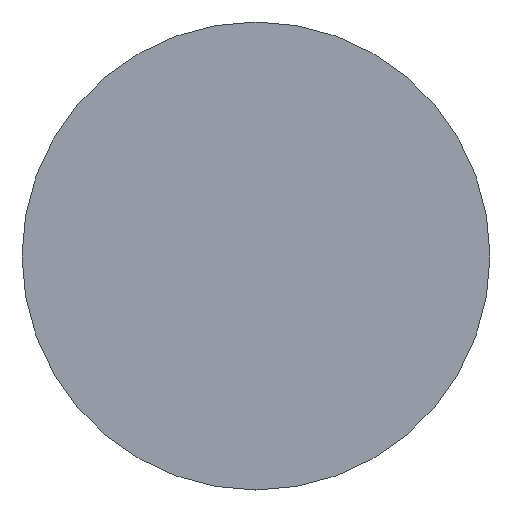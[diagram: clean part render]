
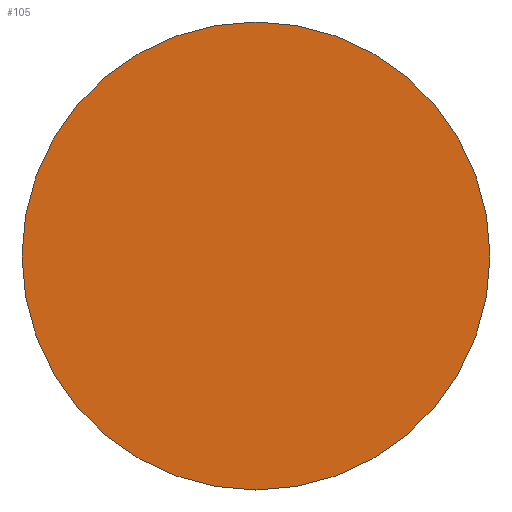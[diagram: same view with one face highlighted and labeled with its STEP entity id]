
A CAD part, front view. The second image highlights one B-rep face of the part: STEP entity #105.
In plain terms, the highlighted planar face has unit normal (0, -1, 0).
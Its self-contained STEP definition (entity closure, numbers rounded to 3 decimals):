
#24 = VERTEX_POINT('',#25);
#25 = CARTESIAN_POINT('',(4.,-330.,0.));
#32 = CYLINDRICAL_SURFACE('',#33,4.);
#33 = AXIS2_PLACEMENT_3D('',#34,#35,#36);
#34 = CARTESIAN_POINT('',(0.,0.,0.));
#35 = DIRECTION('',(0.,1.,0.));
#36 = DIRECTION('',(1.,0.,0.));
#49 = EDGE_CURVE('',#24,#24,#50,.T.);
#50 = SURFACE_CURVE('',#51,(#56,#62),.PCURVE_S1.);
#51 = CIRCLE('',#52,4.);
#52 = AXIS2_PLACEMENT_3D('',#53,#54,#55);
#53 = CARTESIAN_POINT('',(0.,-330.,0.));
#54 = DIRECTION('',(0.,-1.,0.));
#55 = DIRECTION('',(1.,0.,0.));
#56 = PCURVE('',#32,#57);
#57 = DEFINITIONAL_REPRESENTATION('',(#58),#61);
#58 = B_SPLINE_CURVE_WITH_KNOTS('',1,(#59,#60),.UNSPECIFIED.,.F.,.F.,(2,
    2),(0.,6.283),.PIECEWISE_BEZIER_KNOTS.);
#59 = CARTESIAN_POINT('',(0.,-330.));
#60 = CARTESIAN_POINT('',(-6.283,-330.));
#61 = ( GEOMETRIC_REPRESENTATION_CONTEXT(2) 
PARAMETRIC_REPRESENTATION_CONTEXT() REPRESENTATION_CONTEXT('2D SPACE',''
  ) );
#62 = PCURVE('',#63,#68);
#63 = PLANE('',#64);
#64 = AXIS2_PLACEMENT_3D('',#65,#66,#67);
#65 = CARTESIAN_POINT('',(0.,-330.,0.)
  );
#66 = DIRECTION('',(0.,-1.,0.));
#67 = DIRECTION('',(0.,0.,-1.));
#68 = DEFINITIONAL_REPRESENTATION('',(#69),#73);
#69 = CIRCLE('',#70,4.);
#70 = AXIS2_PLACEMENT_2D('',#71,#72);
#71 = CARTESIAN_POINT('',(0.,0.));
#72 = DIRECTION('',(0.,1.));
#73 = ( GEOMETRIC_REPRESENTATION_CONTEXT(2) 
PARAMETRIC_REPRESENTATION_CONTEXT() REPRESENTATION_CONTEXT('2D SPACE',''
  ) );
#105 = ADVANCED_FACE('',(#106),#63,.T.);
#106 = FACE_BOUND('',#107,.T.);
#107 = EDGE_LOOP('',(#108));
#108 = ORIENTED_EDGE('',*,*,#49,.T.);
